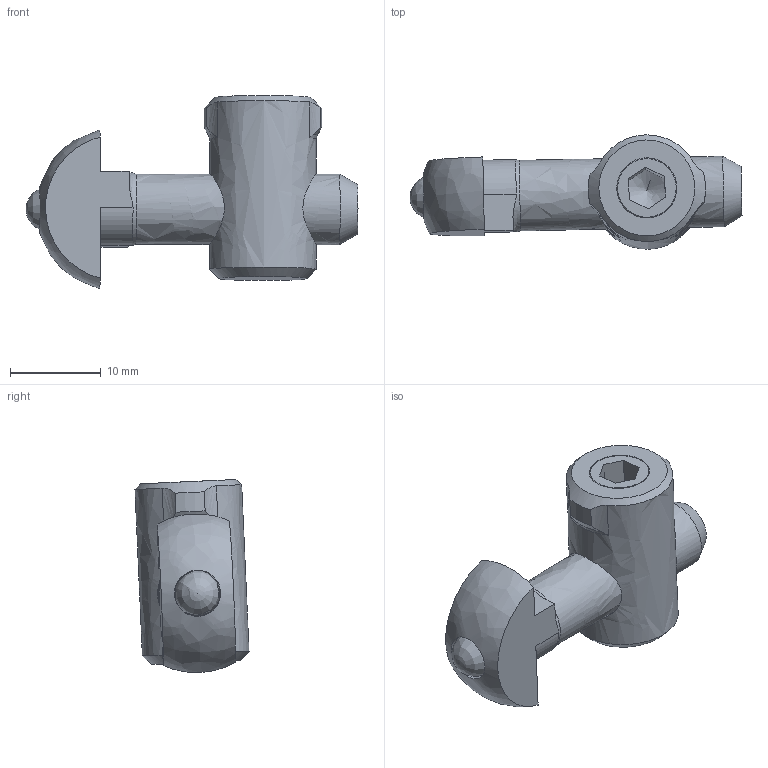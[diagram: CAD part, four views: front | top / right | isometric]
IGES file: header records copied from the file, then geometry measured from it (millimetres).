
Global section: file name: SV1011V_A; native system: Autodesk Inventor 2015; preprocessor: unknown; author: D. Wölk,; organization: 11; date: 20151201.110317; units: millimetre
Bounding box: 36.68 x 12.6 x 21.32 mm (x, y, z)
Volume: 3594.3 mm3; surface area: 2980.9 mm2
Topology: 5 solids, 5 shells, 51 faces, 134 edges, 91 vertices
Faces by surface type: bspline 51
